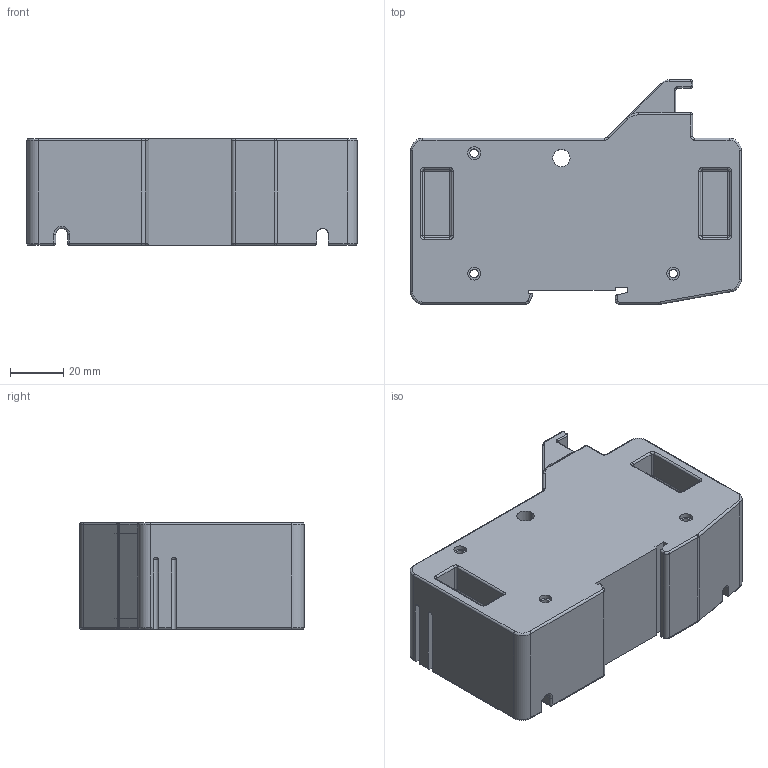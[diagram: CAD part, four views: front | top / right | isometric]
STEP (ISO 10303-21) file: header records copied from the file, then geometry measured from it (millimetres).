
FILE_DESCRIPTION (( 'STEP AP214' ), '1' );
FILE_NAME ('CH60J1L.step', '2017-11-09T21:13:40', ( '' ), ( '' ), 'SwSTEP 2.0', 'SolidWorks 2017', '' );
FILE_SCHEMA (( 'AUTOMOTIVE_DESIGN' ));
Length unit declared in the file: inch
Products named in the file (1): CH60J1L
Bounding box: 123.98 x 84.15 x 40.01 mm (x, y, z)
Volume: 280388.5 mm3; surface area: 43592.1 mm2
Topology: 3 solids, 3 shells, 301 faces, 727 edges, 412 vertices
Faces by surface type: cylinder 150, plane 82, torus 37, sphere 24, bspline 8
Entity records: 8701 total; most frequent: CARTESIAN_POINT 1652, DIRECTION 1585, ORIENTED_EDGE 1398, EDGE_CURVE 699, AXIS2_PLACEMENT_3D 615, VERTEX_POINT 412, VECTOR 355, LINE 355
